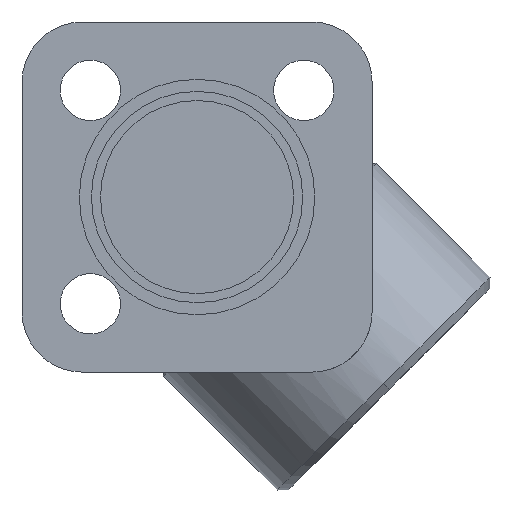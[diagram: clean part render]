
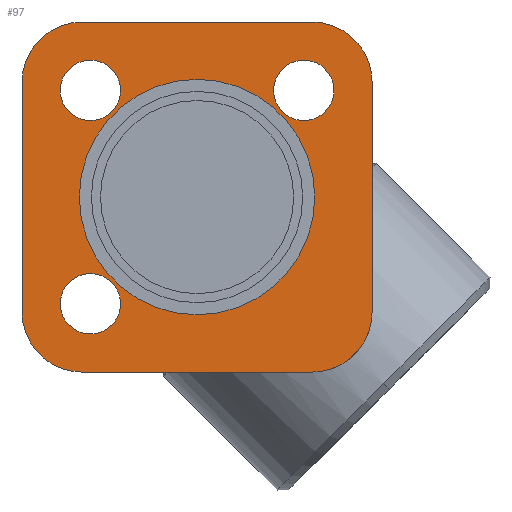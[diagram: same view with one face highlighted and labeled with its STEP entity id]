
A CAD part, front view. The second image highlights one B-rep face of the part: STEP entity #97.
In plain terms, the highlighted planar face has unit normal (0, -1, 0).
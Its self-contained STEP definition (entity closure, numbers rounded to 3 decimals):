
#97=ADVANCED_FACE('',(#207,#208,#209,#210,#211),#212,.F.);
#207=FACE_BOUND('',#321,.T.);
#208=FACE_BOUND('',#322,.T.);
#209=FACE_BOUND('',#323,.T.);
#210=FACE_BOUND('',#324,.T.);
#211=FACE_OUTER_BOUND('',#325,.T.);
#212=PLANE('',#326);
#321=EDGE_LOOP('',(#730,#731));
#322=EDGE_LOOP('',(#732,#733));
#323=EDGE_LOOP('',(#734,#735));
#324=EDGE_LOOP('',(#736,#737));
#325=EDGE_LOOP('',(#738,#739,#740,#741,#742,#743,#744,#745));
#326=AXIS2_PLACEMENT_3D('',#746,#747,#748);
#730=ORIENTED_EDGE('',*,*,#807,.T.);
#731=ORIENTED_EDGE('',*,*,#806,.T.);
#732=ORIENTED_EDGE('',*,*,#857,.T.);
#733=ORIENTED_EDGE('',*,*,#760,.T.);
#734=ORIENTED_EDGE('',*,*,#859,.T.);
#735=ORIENTED_EDGE('',*,*,#756,.T.);
#736=ORIENTED_EDGE('',*,*,#861,.T.);
#737=ORIENTED_EDGE('',*,*,#752,.T.);
#738=ORIENTED_EDGE('',*,*,#833,.T.);
#739=ORIENTED_EDGE('',*,*,#864,.F.);
#740=ORIENTED_EDGE('',*,*,#867,.T.);
#741=ORIENTED_EDGE('',*,*,#870,.F.);
#742=ORIENTED_EDGE('',*,*,#873,.F.);
#743=ORIENTED_EDGE('',*,*,#876,.F.);
#744=ORIENTED_EDGE('',*,*,#879,.T.);
#745=ORIENTED_EDGE('',*,*,#881,.F.);
#746=CARTESIAN_POINT('',(0.,0.,0.));
#747=DIRECTION('',(-0.0,1.0,0.));
#748=DIRECTION('',(1.0,0.0,0.0));
#752=EDGE_CURVE('',#883,#887,#889,.T.);
#756=EDGE_CURVE('',#891,#895,#897,.T.);
#760=EDGE_CURVE('',#899,#903,#905,.T.);
#806=EDGE_CURVE('',#988,#992,#994,.T.);
#807=EDGE_CURVE('',#992,#988,#995,.T.);
#833=EDGE_CURVE('',#1032,#1030,#1033,.T.);
#857=EDGE_CURVE('',#903,#899,#1066,.T.);
#859=EDGE_CURVE('',#895,#891,#1068,.T.);
#861=EDGE_CURVE('',#887,#883,#1070,.T.);
#864=EDGE_CURVE('',#1072,#1030,#1074,.T.);
#867=EDGE_CURVE('',#1072,#1077,#1079,.T.);
#870=EDGE_CURVE('',#1082,#1077,#1084,.T.);
#873=EDGE_CURVE('',#1087,#1082,#1089,.T.);
#876=EDGE_CURVE('',#1092,#1087,#1094,.T.);
#879=EDGE_CURVE('',#1092,#1097,#1099,.T.);
#881=EDGE_CURVE('',#1032,#1097,#1101,.T.);
#883=VERTEX_POINT('',#1103);
#887=VERTEX_POINT('',#1108);
#889=CIRCLE('',#1111,4.0);
#891=VERTEX_POINT('',#1113);
#895=VERTEX_POINT('',#1118);
#897=CIRCLE('',#1121,4.0);
#899=VERTEX_POINT('',#1123);
#903=VERTEX_POINT('',#1128);
#905=CIRCLE('',#1131,4.0);
#988=VERTEX_POINT('',#1309);
#992=VERTEX_POINT('',#1314);
#994=CIRCLE('',#1317,15.6);
#995=CIRCLE('',#1318,15.6);
#1030=VERTEX_POINT('',#1389);
#1032=VERTEX_POINT('',#1392);
#1033=LINE('',#1393,#1394);
#1066=CIRCLE('',#1505,4.0);
#1068=CIRCLE('',#1507,4.0);
#1070=CIRCLE('',#1509,4.0);
#1072=VERTEX_POINT('',#1511);
#1074=CIRCLE('',#1514,8.0);
#1077=VERTEX_POINT('',#1518);
#1079=LINE('',#1521,#1522);
#1082=VERTEX_POINT('',#1525);
#1084=CIRCLE('',#1528,8.0);
#1087=VERTEX_POINT('',#1532);
#1089=LINE('',#1535,#1536);
#1092=VERTEX_POINT('',#1539);
#1094=CIRCLE('',#1542,8.0);
#1097=VERTEX_POINT('',#1546);
#1099=LINE('',#1549,#1550);
#1101=CIRCLE('',#1552,8.0);
#1103=CARTESIAN_POINT('',(-11.314,0.,-11.314));
#1108=CARTESIAN_POINT('',(-16.971,0.,-16.971));
#1111=AXIS2_PLACEMENT_3D('',#1558,#1559,#1560);
#1113=CARTESIAN_POINT('',(-11.314,0.,11.314));
#1118=CARTESIAN_POINT('',(-16.971,0.,16.971));
#1121=AXIS2_PLACEMENT_3D('',#1566,#1567,#1568);
#1123=CARTESIAN_POINT('',(11.314,0.,11.314));
#1128=CARTESIAN_POINT('',(16.971,0.,16.971));
#1131=AXIS2_PLACEMENT_3D('',#1574,#1575,#1576);
#1309=CARTESIAN_POINT('',(-15.6,0.,0.));
#1314=CARTESIAN_POINT('',(15.6,0.,0.));
#1317=AXIS2_PLACEMENT_3D('',#1658,#1659,#1660);
#1318=AXIS2_PLACEMENT_3D('',#1661,#1662,#1663);
#1389=CARTESIAN_POINT('',(15.2,0.,-23.2));
#1392=CARTESIAN_POINT('',(-15.2,0.,-23.2));
#1393=CARTESIAN_POINT('',(0.,0.,-23.2));
#1394=VECTOR('',#1719,1.0);
#1505=AXIS2_PLACEMENT_3D('',#1758,#1759,#1760);
#1507=AXIS2_PLACEMENT_3D('',#1764,#1765,#1766);
#1509=AXIS2_PLACEMENT_3D('',#1770,#1771,#1772);
#1511=CARTESIAN_POINT('',(23.2,0.,-15.2));
#1514=AXIS2_PLACEMENT_3D('',#1777,#1778,#1779);
#1518=CARTESIAN_POINT('',(23.2,0.,15.2));
#1521=CARTESIAN_POINT('',(23.2,0.,-15.2));
#1522=VECTOR('',#1782,1.0);
#1525=CARTESIAN_POINT('',(15.2,0.,23.2));
#1528=AXIS2_PLACEMENT_3D('',#1787,#1788,#1789);
#1532=CARTESIAN_POINT('',(-15.2,0.,23.2));
#1535=CARTESIAN_POINT('',(0.,0.,23.2));
#1536=VECTOR('',#1792,1.0);
#1539=CARTESIAN_POINT('',(-23.2,0.,15.2));
#1542=AXIS2_PLACEMENT_3D('',#1797,#1798,#1799);
#1546=CARTESIAN_POINT('',(-23.2,0.,-15.2));
#1549=CARTESIAN_POINT('',(-23.2,0.,15.2));
#1550=VECTOR('',#1802,1.0);
#1552=AXIS2_PLACEMENT_3D('',#1806,#1807,#1808);
#1558=CARTESIAN_POINT('',(-14.142,0.0,-14.142));
#1559=DIRECTION('',(0.,1.0,0.));
#1560=DIRECTION('',(0.707,0.,0.707));
#1566=CARTESIAN_POINT('',(-14.142,0.0,14.142));
#1567=DIRECTION('',(0.,1.0,0.));
#1568=DIRECTION('',(0.707,0.,-0.707));
#1574=CARTESIAN_POINT('',(14.142,0.0,14.142));
#1575=DIRECTION('',(0.,1.0,0.));
#1576=DIRECTION('',(-0.707,0.,-0.707));
#1658=CARTESIAN_POINT('',(0.0,0.0,0.0));
#1659=DIRECTION('',(0.0,1.0,0.));
#1660=DIRECTION('',(-1.0,0.0,0.0));
#1661=CARTESIAN_POINT('',(0.0,0.0,0.0));
#1662=DIRECTION('',(0.0,1.0,0.));
#1663=DIRECTION('',(-1.0,0.0,0.0));
#1719=DIRECTION('',(1.0,0.,0.));
#1758=CARTESIAN_POINT('',(14.142,0.0,14.142));
#1759=DIRECTION('',(0.,1.0,0.));
#1760=DIRECTION('',(-0.707,0.,-0.707));
#1764=CARTESIAN_POINT('',(-14.142,0.0,14.142));
#1765=DIRECTION('',(0.,1.0,0.));
#1766=DIRECTION('',(0.707,0.,-0.707));
#1770=CARTESIAN_POINT('',(-14.142,0.0,-14.142));
#1771=DIRECTION('',(0.,1.0,0.));
#1772=DIRECTION('',(0.707,0.,0.707));
#1777=CARTESIAN_POINT('',(15.2,0.,-15.2));
#1778=DIRECTION('',(-0.0,1.0,0.));
#1779=DIRECTION('',(1.0,0.0,0.0));
#1782=DIRECTION('',(0.,0.,1.0));
#1787=CARTESIAN_POINT('',(15.2,0.,15.2));
#1788=DIRECTION('',(-0.0,1.0,0.));
#1789=DIRECTION('',(1.0,0.0,0.0));
#1792=DIRECTION('',(1.0,0.,0.));
#1797=CARTESIAN_POINT('',(-15.2,0.,15.2));
#1798=DIRECTION('',(-0.0,1.0,0.));
#1799=DIRECTION('',(1.0,0.0,0.0));
#1802=DIRECTION('',(0.,0.,-1.0));
#1806=CARTESIAN_POINT('',(-15.2,0.,-15.2));
#1807=DIRECTION('',(-0.0,1.0,0.));
#1808=DIRECTION('',(1.0,0.0,0.0));
